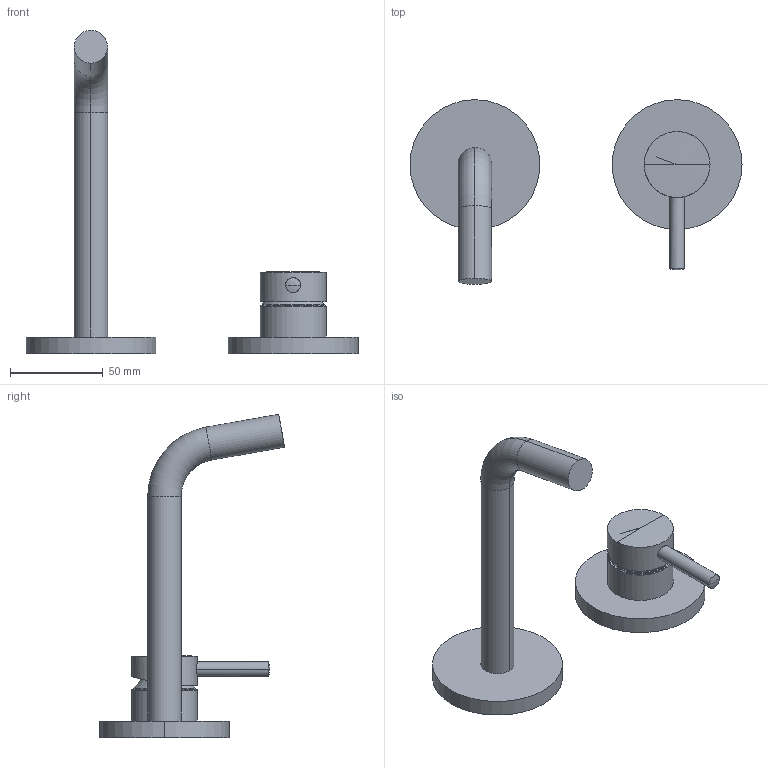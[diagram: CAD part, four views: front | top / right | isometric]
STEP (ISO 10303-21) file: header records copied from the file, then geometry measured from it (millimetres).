
FILE_DESCRIPTION((''),'2;1');
FILE_NAME('LIG101CR70','2021-01-14T15:02:54',('ut3'),('PAFFONI SpA'),'CREO PARAMETRIC BY PTC INC, 2020044','CREO PARAMETRIC BY PTC INC, 2020044','');
FILE_SCHEMA(('CONFIG_CONTROL_DESIGN','SHAPE_APPEARANCE_LAYERS_GROUPS'));
Length unit declared in the file: millimetre
Products named in the file (1): LIG101CR70
Bounding box: 179 x 99.78 x 174.38 mm (x, y, z)
Volume: 130307.7 mm3; surface area: 44282.9 mm2
Topology: 4 solids, 5 shells, 92 faces, 205 edges, 124 vertices
Faces by surface type: cylinder 40, plane 26, cone 20, torus 4, sphere 2
Entity records: 3481 total; most frequent: CARTESIAN_POINT 717, DIRECTION 453, ORIENTED_EDGE 394, EDGE_CURVE 197, AXIS2_PLACEMENT_3D 186, VERTEX_POINT 124, EDGE_LOOP 105, FILL_AREA_STYLE_COLOUR 95
